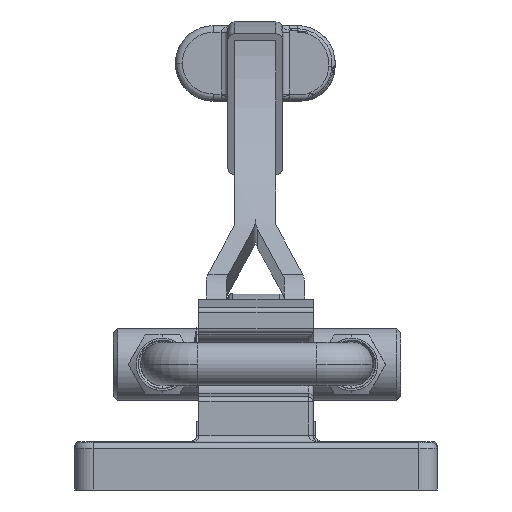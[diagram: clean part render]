
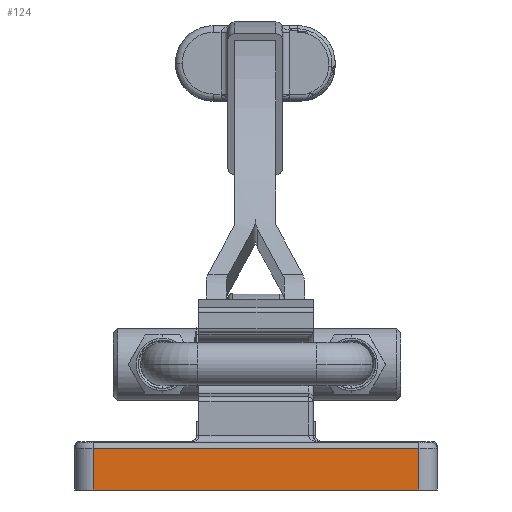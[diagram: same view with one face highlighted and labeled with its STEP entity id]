
A CAD part, left-side view. The second image highlights one B-rep face of the part: STEP entity #124.
In plain terms, the highlighted planar face has unit normal (-1, 0, 0).
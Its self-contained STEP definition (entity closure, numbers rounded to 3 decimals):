
#124 = ADVANCED_FACE ( 'NONE', ( #57654 ), #6878, .F. ) ;
#280 = LINE ( 'NONE', #74301, #60256 ) ;
#1819 = ORIENTED_EDGE ( 'NONE', *, *, #16698, .F. ) ;
#2298 = ORIENTED_EDGE ( 'NONE', *, *, #17353, .T. ) ;
#5388 = CARTESIAN_POINT ( 'NONE',  ( 0., 75.4, 10.5 ) ) ;
#6878 = PLANE ( 'NONE',  #26611 ) ;
#7246 = EDGE_LOOP ( 'NONE', ( #1819, #2298, #17451, #74440 ) ) ;
#10548 = CARTESIAN_POINT ( 'NONE',  ( 0., 75.4, 0. ) ) ;
#11002 = CARTESIAN_POINT ( 'NONE',  ( 0., 75.4, 0. ) ) ;
#11230 = CARTESIAN_POINT ( 'NONE',  ( 0., 75.4, 9. ) ) ;
#11244 = DIRECTION ( 'NONE',  ( 0., 0., -1. ) ) ;
#11637 = LINE ( 'NONE', #5388, #67950 ) ;
#16698 = EDGE_CURVE ( 'NONE', #61337, #48931, #280, .T. ) ;
#17068 = DIRECTION ( 'NONE',  ( 0., 1., 0. ) ) ;
#17353 = EDGE_CURVE ( 'NONE', #61337, #40068, #31077, .T. ) ;
#17451 = ORIENTED_EDGE ( 'NONE', *, *, #56252, .T. ) ;
#18846 = CARTESIAN_POINT ( 'NONE',  ( 0., 75.4, 10.5 ) ) ;
#26611 = AXIS2_PLACEMENT_3D ( 'NONE', #18846, #64569, #46836 ) ;
#26704 = CARTESIAN_POINT ( 'NONE',  ( 0., 75.4, 9. ) ) ;
#30150 = VERTEX_POINT ( 'NONE', #11002 ) ;
#31077 = LINE ( 'NONE', #11230, #44751 ) ;
#31130 = EDGE_CURVE ( 'NONE', #30150, #48931, #56046, .T. ) ;
#33657 = DIRECTION ( 'NONE',  ( 0., 0., -1. ) ) ;
#39004 = DIRECTION ( 'NONE',  ( 0., -1., 0. ) ) ;
#40068 = VERTEX_POINT ( 'NONE', #26704 ) ;
#43433 = CARTESIAN_POINT ( 'NONE',  ( 0., 4., 0. ) ) ;
#44751 = VECTOR ( 'NONE', #17068, 1000. ) ;
#46836 = DIRECTION ( 'NONE',  ( 0., 0., -1. ) ) ;
#48931 = VERTEX_POINT ( 'NONE', #43433 ) ;
#52223 = CARTESIAN_POINT ( 'NONE',  ( 0., 4., 9. ) ) ;
#56046 = LINE ( 'NONE', #10548, #69588 ) ;
#56252 = EDGE_CURVE ( 'NONE', #40068, #30150, #11637, .T. ) ;
#57654 = FACE_OUTER_BOUND ( 'NONE', #7246, .T. ) ;
#60256 = VECTOR ( 'NONE', #33657, 1000. ) ;
#61337 = VERTEX_POINT ( 'NONE', #52223 ) ;
#64569 = DIRECTION ( 'NONE',  ( 1., 0., 0. ) ) ;
#67950 = VECTOR ( 'NONE', #11244, 1000. ) ;
#69588 = VECTOR ( 'NONE', #39004, 1000. ) ;
#74301 = CARTESIAN_POINT ( 'NONE',  ( 0., 4., 10.5 ) ) ;
#74440 = ORIENTED_EDGE ( 'NONE', *, *, #31130, .T. ) ;
